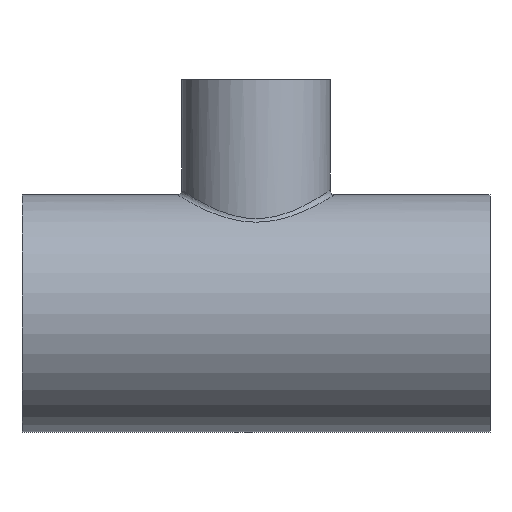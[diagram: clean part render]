
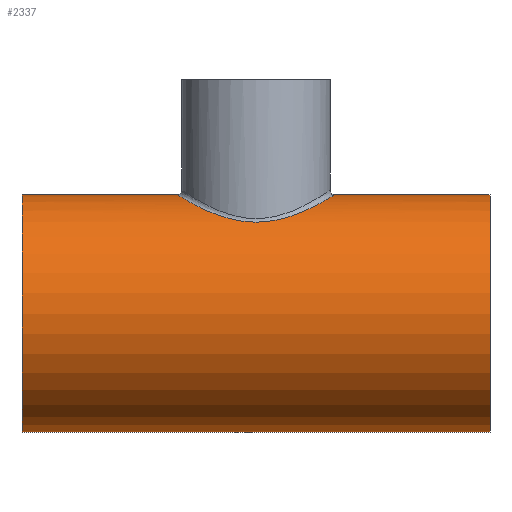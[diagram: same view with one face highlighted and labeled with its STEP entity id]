
A CAD part, front view. The second image highlights one B-rep face of the part: STEP entity #2337.
In plain terms, the highlighted cylindrical face has radius 50.8 mm (diameter 101.6 mm), a full revolution.
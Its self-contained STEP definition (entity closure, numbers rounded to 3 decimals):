
#2090=CARTESIAN_POINT('',(0.,-32.472,39.067));
#2091=VERTEX_POINT('',#2090);
#2193=CARTESIAN_POINT('',(0.,-32.472,39.067));
#2194=CARTESIAN_POINT('',(0.,-32.472,39.067));
#2195=CARTESIAN_POINT('',(0.,-32.472,39.067));
#2196=CARTESIAN_POINT('',(0.,-32.472,39.067));
#2197=CARTESIAN_POINT('',(1.298,-32.472,39.067));
#2198=CARTESIAN_POINT('',(3.57,-32.345,39.173));
#2199=CARTESIAN_POINT('',(6.04,-31.965,39.484));
#2200=CARTESIAN_POINT('',(7.294,-31.705,39.691));
#2201=CARTESIAN_POINT('',(8.852,-31.361,39.966));
#2202=CARTESIAN_POINT('',(11.367,-30.647,40.524));
#2203=CARTESIAN_POINT('',(14.565,-29.349,41.476));
#2204=CARTESIAN_POINT('',(16.758,-28.206,42.255));
#2205=CARTESIAN_POINT('',(18.866,-26.959,43.065));
#2206=CARTESIAN_POINT('',(21.355,-25.25,44.112));
#2207=CARTESIAN_POINT('',(24.081,-22.846,45.405));
#2208=CARTESIAN_POINT('',(26.114,-20.612,46.444));
#2209=CARTESIAN_POINT('',(27.424,-18.955,47.14));
#2210=CARTESIAN_POINT('',(28.638,-17.231,47.803));
#2211=CARTESIAN_POINT('',(29.543,-15.734,48.312));
#2212=CARTESIAN_POINT('',(30.118,-14.657,48.64));
#2213=CARTESIAN_POINT('',(31.098,-12.754,49.204));
#2214=CARTESIAN_POINT('',(32.054,-10.405,49.771));
#2215=CARTESIAN_POINT('',(32.877,-7.414,50.267));
#2216=CARTESIAN_POINT('',(33.266,-5.587,50.503));
#2217=CARTESIAN_POINT('',(33.521,-3.894,50.659));
#2218=CARTESIAN_POINT('',(33.703,-2.03,50.771));
#2219=CARTESIAN_POINT('',(33.779,0.001,50.818));
#2220=CARTESIAN_POINT('',(33.703,2.03,50.771));
#2221=CARTESIAN_POINT('',(33.46,4.517,50.622));
#2222=CARTESIAN_POINT('',(32.931,7.427,50.299));
#2223=CARTESIAN_POINT('',(32.079,10.2,49.786));
#2224=CARTESIAN_POINT('',(31.305,12.157,49.329));
#2225=CARTESIAN_POINT('',(30.809,13.277,49.039));
#2226=CARTESIAN_POINT('',(30.094,14.736,48.625));
#2227=CARTESIAN_POINT('',(28.728,17.175,47.848));
#2228=CARTESIAN_POINT('',(26.948,19.647,46.876));
#2229=CARTESIAN_POINT('',(25.344,21.455,46.05));
#2230=CARTESIAN_POINT('',(24.442,22.4,45.598));
#2231=CARTESIAN_POINT('',(23.728,23.102,45.246));
#2232=CARTESIAN_POINT('',(21.957,24.721,44.4));
#2233=CARTESIAN_POINT('',(19.471,26.632,43.289));
#2234=CARTESIAN_POINT('',(16.65,28.282,42.207));
#2235=CARTESIAN_POINT('',(14.44,29.368,41.454));
#2236=CARTESIAN_POINT('',(12.541,30.179,40.869));
#2237=CARTESIAN_POINT('',(10.359,30.929,40.302));
#2238=CARTESIAN_POINT('',(8.728,31.376,39.953));
#2239=CARTESIAN_POINT('',(7.076,31.764,39.646));
#2240=CARTESIAN_POINT('',(4.338,32.277,39.23));
#2241=CARTESIAN_POINT('',(1.094,32.519,39.027));
#2242=CARTESIAN_POINT('',(-1.719,32.442,39.092));
#2243=CARTESIAN_POINT('',(-3.444,32.315,39.197));
#2244=CARTESIAN_POINT('',(-6.79,31.913,39.527));
#2245=CARTESIAN_POINT('',(-9.909,31.126,40.16));
#2246=CARTESIAN_POINT('',(-13.03,29.969,41.021));
#2247=CARTESIAN_POINT('',(-14.174,29.482,41.372));
#2248=CARTESIAN_POINT('',(-15.416,28.89,41.786));
#2249=CARTESIAN_POINT('',(-16.395,28.394,42.126));
#2250=CARTESIAN_POINT('',(-18.184,27.392,42.791));
#2251=CARTESIAN_POINT('',(-20.452,25.895,43.724));
#2252=CARTESIAN_POINT('',(-22.592,24.166,44.698));
#2253=CARTESIAN_POINT('',(-23.951,22.888,45.355));
#2254=CARTESIAN_POINT('',(-25.081,21.746,45.916));
#2255=CARTESIAN_POINT('',(-26.834,19.806,46.814));
#2256=CARTESIAN_POINT('',(-28.727,17.175,47.848));
#2257=CARTESIAN_POINT('',(-30.309,14.352,48.748));
#2258=CARTESIAN_POINT('',(-31.515,11.756,49.45));
#2259=CARTESIAN_POINT('',(-32.333,9.428,49.939));
#2260=CARTESIAN_POINT('',(-32.968,7.034,50.322));
#2261=CARTESIAN_POINT('',(-33.381,4.998,50.574));
#2262=CARTESIAN_POINT('',(-33.782,1.695,50.819));
#2263=CARTESIAN_POINT('',(-33.785,-2.069,50.822));
#2264=CARTESIAN_POINT('',(-33.321,-5.369,50.537));
#2265=CARTESIAN_POINT('',(-32.605,-8.599,50.102));
#2266=CARTESIAN_POINT('',(-31.697,-11.361,49.557));
#2267=CARTESIAN_POINT('',(-30.401,-14.155,48.802));
#2268=CARTESIAN_POINT('',(-29.619,-15.584,48.355));
#2269=CARTESIAN_POINT('',(-28.789,-16.972,47.888));
#2270=CARTESIAN_POINT('',(-27.787,-18.483,47.334));
#2271=CARTESIAN_POINT('',(-26.052,-20.716,46.408));
#2272=CARTESIAN_POINT('',(-23.843,-23.075,45.286));
#2273=CARTESIAN_POINT('',(-21.077,-25.443,43.994));
#2274=CARTESIAN_POINT('',(-18.087,-27.491,42.738));
#2275=CARTESIAN_POINT('',(-14.289,-29.534,41.357));
#2276=CARTESIAN_POINT('',(-10.769,-30.853,40.364));
#2277=CARTESIAN_POINT('',(-7.072,-31.793,39.625));
#2278=CARTESIAN_POINT('',(-3.896,-32.327,39.188));
#2279=CARTESIAN_POINT('',(-1.298,-32.472,39.067));
#2280=CARTESIAN_POINT('',(0.,-32.472,39.067));
#2281=B_SPLINE_CURVE_WITH_KNOTS('',3,(#2193,#2194,#2195,#2196,#2197,#2198,#2199,#2200,#2201,#2202,#2203,#2204,#2205,#2206,#2207,#2208,#2209,#2210,#2211,#2212,#2213,#2214,#2215,#2216,#2217,#2218,#2219,#2220,#2221,#2222,#2223,#2224,#2225,#2226,#2227,#2228,#2229,#2230,#2231,#2232,#2233,#2234,#2235,#2236,#2237,#2238,#2239,#2240,#2241,#2242,#2243,#2244,#2245,#2246,#2247,#2248,#2249,#2250,#2251,#2252,#2253,#2254,#2255,#2256,#2257,#2258,#2259,#2260,#2261,#2262,#2263,#2264,#2265,#2266,#2267,#2268,#2269,#2270,#2271,#2272,#2273,#2274,#2275,#2276,#2277,#2278,#2279,#2280),.UNSPECIFIED.,.T.,.U.,(4,3,1,1,1,1,1,1,1,1,1,1,1,1,1,1,1,1,1,1,1,1,1,1,1,1,1,1,1,1,1,1,1,1,1,1,1,1,1,1,1,1,1,1,1,1,1,1,1,1,1,1,1,1,1,1,1,1,1,1,1,1,1,1,1,1,1,1,1,1,1,1,1,1,1,1,1,1,1,1,1,1,1,4),(-19.807,-19.807,-19.454,-19.188,-19.122,-19.1,-18.746,-18.393,-18.127,-18.039,-17.685,-17.243,-16.978,-16.801,-16.624,-16.359,-16.292,-16.27,-15.74,-15.563,-15.386,-15.209,-15.077,-14.856,-14.634,-14.502,-14.148,-13.794,-13.677,-13.544,-13.441,-13.205,-12.733,-12.556,-12.498,-12.35,-12.262,-11.79,-11.436,-11.319,-11.083,-10.847,-10.67,-10.611,-10.375,-9.904,-9.727,-9.609,-9.432,-8.803,-8.725,-8.489,-8.45,-8.332,-8.174,-7.86,-7.546,-7.369,-7.31,-7.074,-6.602,-6.367,-6.131,-5.777,-5.659,-5.423,-5.188,-4.716,-4.362,-4.244,-3.773,-3.537,-3.36,-3.301,-3.065,-2.83,-2.476,-2.122,-1.769,-1.415,-0.884,-0.707,-0.354,0.),.UNSPECIFIED.);
#2282=EDGE_CURVE('',#2091,#2091,#2281,.T.);
#2307=CARTESIAN_POINT('',(0.0,0.0,0.0));
#2308=DIRECTION('',(-1.0,0.0,0.0));
#2309=DIRECTION('',(0.0,-1.0,0.0));
#2310=AXIS2_PLACEMENT_3D('',#2307,#2308,#2309);
#2311=CYLINDRICAL_SURFACE('',#2310,50.8);
#2312=CARTESIAN_POINT('',(-100.0,-50.8,0.0));
#2313=VERTEX_POINT('',#2312);
#2314=CARTESIAN_POINT('',(-100.0,0.0,0.0));
#2315=DIRECTION('',(-1.0,0.0,0.0));
#2316=DIRECTION('',(0.0,-1.0,0.0));
#2317=AXIS2_PLACEMENT_3D('',#2314,#2315,#2316);
#2318=CIRCLE('',#2317,50.8);
#2319=EDGE_CURVE('',#2313,#2313,#2318,.T.);
#2320=ORIENTED_EDGE('',*,*,#2319,.F.);
#2321=EDGE_LOOP('',(#2320));
#2322=FACE_OUTER_BOUND('',#2321,.T.);
#2323=CARTESIAN_POINT('',(100.0,-50.8,0.0));
#2324=VERTEX_POINT('',#2323);
#2325=CARTESIAN_POINT('',(100.0,0.0,0.0));
#2326=DIRECTION('',(-1.0,0.0,0.0));
#2327=DIRECTION('',(0.0,-1.0,0.0));
#2328=AXIS2_PLACEMENT_3D('',#2325,#2326,#2327);
#2329=CIRCLE('',#2328,50.8);
#2330=EDGE_CURVE('',#2324,#2324,#2329,.T.);
#2331=ORIENTED_EDGE('',*,*,#2330,.T.);
#2332=EDGE_LOOP('',(#2331));
#2333=FACE_BOUND('',#2332,.T.);
#2334=ORIENTED_EDGE('',*,*,#2282,.F.);
#2335=EDGE_LOOP('',(#2334));
#2336=FACE_BOUND('',#2335,.T.);
#2337=ADVANCED_FACE('',(#2322,#2333,#2336),#2311,.T.);
